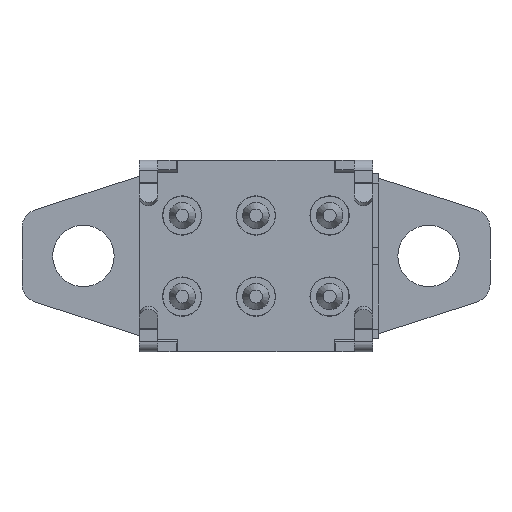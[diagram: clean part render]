
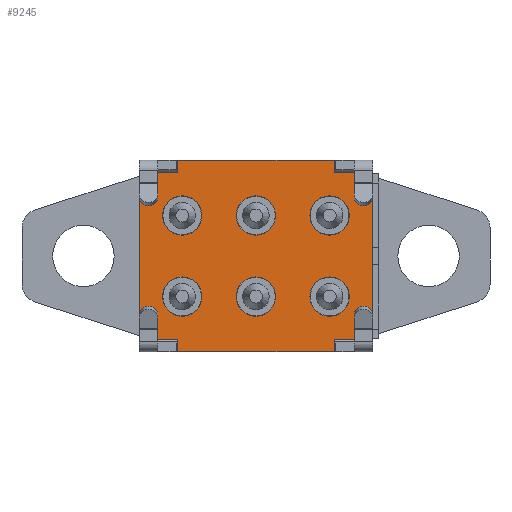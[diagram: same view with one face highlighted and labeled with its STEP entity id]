
A CAD part, front view. The second image highlights one B-rep face of the part: STEP entity #9245.
In plain terms, the highlighted planar face has unit normal (0, -1, 0).
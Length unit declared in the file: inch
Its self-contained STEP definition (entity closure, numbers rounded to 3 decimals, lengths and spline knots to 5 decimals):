
#66=FACE_BOUND('',#1092,.T.);
#67=FACE_BOUND('',#1093,.T.);
#68=FACE_BOUND('',#1094,.T.);
#69=FACE_BOUND('',#1095,.T.);
#70=FACE_BOUND('',#1096,.T.);
#71=FACE_BOUND('',#1097,.T.);
#243=PLANE('',#9942);
#614=FACE_OUTER_BOUND('',#1091,.T.);
#1091=EDGE_LOOP('',(#6851,#6852,#6853,#6854,#6855,#6856,#6857,#6858,#6859,
#6860,#6861,#6862));
#1092=EDGE_LOOP('',(#6863));
#1093=EDGE_LOOP('',(#6864));
#1094=EDGE_LOOP('',(#6865));
#1095=EDGE_LOOP('',(#6866));
#1096=EDGE_LOOP('',(#6867));
#1097=EDGE_LOOP('',(#6868));
#1725=LINE('',#14229,#2658);
#1732=LINE('',#14244,#2665);
#1754=LINE('',#14299,#2687);
#1756=LINE('',#14304,#2689);
#1761=LINE('',#14312,#2694);
#1766=LINE('',#14323,#2699);
#1769=LINE('',#14328,#2702);
#1771=LINE('',#14332,#2704);
#1773=LINE('',#14335,#2706);
#1774=LINE('',#14337,#2707);
#1775=LINE('',#14339,#2708);
#1776=LINE('',#14341,#2709);
#2658=VECTOR('',#11448,0.3937);
#2665=VECTOR('',#11457,0.3937);
#2687=VECTOR('',#11509,0.3937);
#2689=VECTOR('',#11513,0.3937);
#2694=VECTOR('',#11520,0.3937);
#2699=VECTOR('',#11527,0.3937);
#2702=VECTOR('',#11532,0.3937);
#2704=VECTOR('',#11536,0.3937);
#2706=VECTOR('',#11540,0.3937);
#2707=VECTOR('',#11543,0.3937);
#2708=VECTOR('',#11546,0.3937);
#2709=VECTOR('',#11549,0.3937);
#3442=CIRCLE('',#9922,0.032);
#3443=CIRCLE('',#9924,0.032);
#3444=CIRCLE('',#9926,0.032);
#3445=CIRCLE('',#9928,0.032);
#3446=CIRCLE('',#9930,0.032);
#3447=CIRCLE('',#9932,0.032);
#4028=VERTEX_POINT('',#14226);
#4029=VERTEX_POINT('',#14228);
#4035=VERTEX_POINT('',#14241);
#4036=VERTEX_POINT('',#14243);
#4048=VERTEX_POINT('',#14274);
#4049=VERTEX_POINT('',#14278);
#4050=VERTEX_POINT('',#14282);
#4051=VERTEX_POINT('',#14286);
#4052=VERTEX_POINT('',#14290);
#4053=VERTEX_POINT('',#14294);
#4054=VERTEX_POINT('',#14298);
#4055=VERTEX_POINT('',#14302);
#4056=VERTEX_POINT('',#14303);
#4058=VERTEX_POINT('',#14310);
#4062=VERTEX_POINT('',#14320);
#4063=VERTEX_POINT('',#14322);
#4064=VERTEX_POINT('',#14327);
#4065=VERTEX_POINT('',#14331);
#5057=EDGE_CURVE('',#4029,#4028,#1725,.T.);
#5064=EDGE_CURVE('',#4036,#4035,#1732,.T.);
#5081=EDGE_CURVE('',#4048,#4048,#3442,.T.);
#5083=EDGE_CURVE('',#4049,#4049,#3443,.T.);
#5085=EDGE_CURVE('',#4050,#4050,#3444,.T.);
#5087=EDGE_CURVE('',#4051,#4051,#3445,.T.);
#5089=EDGE_CURVE('',#4052,#4052,#3446,.T.);
#5091=EDGE_CURVE('',#4053,#4053,#3447,.T.);
#5092=EDGE_CURVE('',#4028,#4054,#1754,.T.);
#5094=EDGE_CURVE('',#4055,#4056,#1756,.T.);
#5099=EDGE_CURVE('',#4056,#4058,#1761,.T.);
#5104=EDGE_CURVE('',#4063,#4062,#1766,.T.);
#5107=EDGE_CURVE('',#4064,#4063,#1769,.T.);
#5109=EDGE_CURVE('',#4035,#4065,#1771,.T.);
#5111=EDGE_CURVE('',#4054,#4055,#1773,.T.);
#5112=EDGE_CURVE('',#4064,#4065,#1774,.T.);
#5113=EDGE_CURVE('',#4058,#4036,#1775,.T.);
#5114=EDGE_CURVE('',#4062,#4029,#1776,.T.);
#6851=ORIENTED_EDGE('',*,*,#5092,.T.);
#6852=ORIENTED_EDGE('',*,*,#5111,.T.);
#6853=ORIENTED_EDGE('',*,*,#5094,.T.);
#6854=ORIENTED_EDGE('',*,*,#5099,.T.);
#6855=ORIENTED_EDGE('',*,*,#5113,.T.);
#6856=ORIENTED_EDGE('',*,*,#5064,.T.);
#6857=ORIENTED_EDGE('',*,*,#5109,.T.);
#6858=ORIENTED_EDGE('',*,*,#5112,.F.);
#6859=ORIENTED_EDGE('',*,*,#5107,.T.);
#6860=ORIENTED_EDGE('',*,*,#5104,.T.);
#6861=ORIENTED_EDGE('',*,*,#5114,.T.);
#6862=ORIENTED_EDGE('',*,*,#5057,.T.);
#6863=ORIENTED_EDGE('',*,*,#5081,.T.);
#6864=ORIENTED_EDGE('',*,*,#5083,.T.);
#6865=ORIENTED_EDGE('',*,*,#5085,.T.);
#6866=ORIENTED_EDGE('',*,*,#5087,.T.);
#6867=ORIENTED_EDGE('',*,*,#5089,.T.);
#6868=ORIENTED_EDGE('',*,*,#5091,.T.);
#9245=ADVANCED_FACE('',(#614,#66,#67,#68,#69,#70,#71),#243,.T.);
#9922=AXIS2_PLACEMENT_3D('',#14276,#11480,#11481);
#9924=AXIS2_PLACEMENT_3D('',#14280,#11485,#11486);
#9926=AXIS2_PLACEMENT_3D('',#14284,#11490,#11491);
#9928=AXIS2_PLACEMENT_3D('',#14288,#11495,#11496);
#9930=AXIS2_PLACEMENT_3D('',#14292,#11500,#11501);
#9932=AXIS2_PLACEMENT_3D('',#14296,#11505,#11506);
#9942=AXIS2_PLACEMENT_3D('',#14340,#11547,#11548);
#11448=DIRECTION('',(0.,0.,-1.));
#11457=DIRECTION('',(0.,0.,1.));
#11480=DIRECTION('center_axis',(0.,1.,0.));
#11481=DIRECTION('ref_axis',(-1.,0.,0.));
#11485=DIRECTION('center_axis',(0.,1.,0.));
#11486=DIRECTION('ref_axis',(-1.,0.,0.));
#11490=DIRECTION('center_axis',(0.,1.,0.));
#11491=DIRECTION('ref_axis',(-1.,0.,0.));
#11495=DIRECTION('center_axis',(0.,1.,0.));
#11496=DIRECTION('ref_axis',(-1.,0.,0.));
#11500=DIRECTION('center_axis',(0.,1.,0.));
#11501=DIRECTION('ref_axis',(-1.,0.,0.));
#11505=DIRECTION('center_axis',(0.,1.,0.));
#11506=DIRECTION('ref_axis',(-1.,0.,0.));
#11509=DIRECTION('',(-1.,0.,0.));
#11513=DIRECTION('',(1.,0.,0.));
#11520=DIRECTION('',(0.,0.,-1.));
#11527=DIRECTION('',(0.,0.,1.));
#11532=DIRECTION('',(-1.,0.,0.));
#11536=DIRECTION('',(1.,0.,0.));
#11540=DIRECTION('',(0.,0.,-1.));
#11543=DIRECTION('',(0.,0.,-1.));
#11546=DIRECTION('',(1.,0.,0.));
#11547=DIRECTION('center_axis',(0.,-1.,0.));
#11548=DIRECTION('ref_axis',(0.,0.,
-1.));
#11549=DIRECTION('',(-1.,0.,0.));
#14226=CARTESIAN_POINT('',(-0.12763,-0.08553,0.13638));
#14228=CARTESIAN_POINT('',(-0.12763,-0.08553,0.15588));
#14229=CARTESIAN_POINT('',(-0.12763,-0.08553,0.07788));
#14241=CARTESIAN_POINT('',(0.12737,-0.08553,-0.13662));
#14243=CARTESIAN_POINT('',(0.12737,-0.08553,-0.15612));
#14244=CARTESIAN_POINT('',(0.12737,-0.08553,-0.07812));
#14274=CARTESIAN_POINT('',(0.15187,-0.08553,0.06588));
#14276=CARTESIAN_POINT('Origin',(0.11987,-0.08553,
0.06588));
#14278=CARTESIAN_POINT('',(0.15187,-0.08553,-0.06612));
#14280=CARTESIAN_POINT('Origin',(0.11987,-0.08553,
-0.06612));
#14282=CARTESIAN_POINT('',(0.03187,-0.08553,0.06588));
#14284=CARTESIAN_POINT('Origin',(-0.00013,-0.08553,
0.06588));
#14286=CARTESIAN_POINT('',(0.03187,-0.08553,-0.06612));
#14288=CARTESIAN_POINT('Origin',(-0.00013,-0.08553,
-0.06612));
#14290=CARTESIAN_POINT('',(-0.08813,-0.08553,0.06588));
#14292=CARTESIAN_POINT('Origin',(-0.12013,-0.08553,
0.06588));
#14294=CARTESIAN_POINT('',(-0.08813,-0.08553,-0.06612));
#14296=CARTESIAN_POINT('Origin',(-0.12013,-0.08553,
-0.06612));
#14298=CARTESIAN_POINT('',(-0.19013,-0.08553,0.13638));
#14299=CARTESIAN_POINT('',(0.03112,-0.08553,0.13638));
#14302=CARTESIAN_POINT('',(-0.19013,-0.08553,-0.13662));
#14303=CARTESIAN_POINT('',(-0.12763,-0.08553,-0.13662));
#14304=CARTESIAN_POINT('',(-0.00013,-0.08553,-0.13662));
#14310=CARTESIAN_POINT('',(-0.12763,-0.08553,-0.15612));
#14312=CARTESIAN_POINT('',(-0.12763,-0.08553,-0.06837));
#14320=CARTESIAN_POINT('',(0.12737,-0.08553,0.15588));
#14322=CARTESIAN_POINT('',(0.12737,-0.08553,0.13638));
#14323=CARTESIAN_POINT('',(0.12737,-0.08553,0.06813));
#14327=CARTESIAN_POINT('',(0.18987,-0.08553,0.13638));
#14328=CARTESIAN_POINT('',(0.18987,-0.08553,0.13638));
#14331=CARTESIAN_POINT('',(0.18987,-0.08553,-0.13662));
#14332=CARTESIAN_POINT('',(0.15862,-0.08553,-0.13662));
#14335=CARTESIAN_POINT('',(-0.19013,-0.08553,-0.00012));
#14337=CARTESIAN_POINT('',(0.18987,-0.08553,-0.00012));
#14339=CARTESIAN_POINT('',(0.18987,-0.08553,-0.15612));
#14340=CARTESIAN_POINT('Origin',(0.18987,-0.08553,
-0.00012));
#14341=CARTESIAN_POINT('',(0.18987,-0.08553,0.15588));
